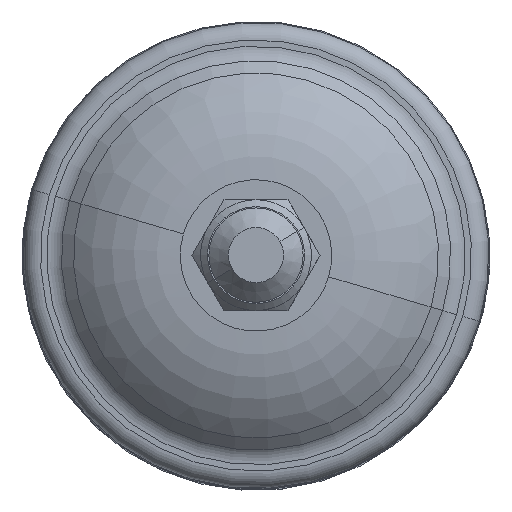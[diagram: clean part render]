
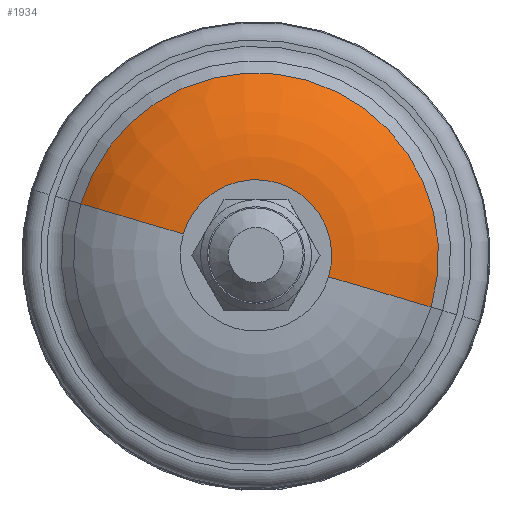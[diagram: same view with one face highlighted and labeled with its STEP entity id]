
A CAD part, top view. The second image highlights one B-rep face of the part: STEP entity #1934.
In plain terms, the highlighted toroidal (fillet/blend) face has major radius 10.84 mm and minor radius 22 mm.
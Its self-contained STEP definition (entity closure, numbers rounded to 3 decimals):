
#48 = AXIS2_PLACEMENT_3D ( 'NONE', #3293, #763, #3580 ) ;
#53 = TOROIDAL_SURFACE ( 'NONE', #1106, 10.84, 22. ) ;
#151 = AXIS2_PLACEMENT_3D ( 'NONE', #1444, #864, #290 ) ;
#199 = EDGE_CURVE ( 'NONE', #1878, #3183, #2261, .T. ) ;
#200 = CARTESIAN_POINT ( 'NONE',  ( 25.056, -7.389, 81.125 ) ) ;
#267 = CARTESIAN_POINT ( 'NONE',  ( -10.398, 3.066, 87.3 ) ) ;
#290 = DIRECTION ( 'NONE',  ( 0.959, -0.283, 0. ) ) ;
#515 = CARTESIAN_POINT ( 'NONE',  ( 0., 0., 87.3 ) ) ;
#627 = CIRCLE ( 'NONE', #2679, 22. ) ;
#707 = CARTESIAN_POINT ( 'NONE',  ( 0., 0., 65.3 ) ) ;
#763 = DIRECTION ( 'NONE',  ( 0., 0., -1. ) ) ;
#809 = CARTESIAN_POINT ( 'NONE',  ( 10.398, -3.066, 87.3 ) ) ;
#848 = ORIENTED_EDGE ( 'NONE', *, *, #3232, .F. ) ;
#864 = DIRECTION ( 'NONE',  ( -0.283, -0.959, 0. ) ) ;
#927 = DIRECTION ( 'NONE',  ( 0., 0., -1. ) ) ;
#996 = DIRECTION ( 'NONE',  ( -0.959, 0.283, 0. ) ) ;
#1106 = AXIS2_PLACEMENT_3D ( 'NONE', #707, #927, #3252 ) ;
#1178 = VERTEX_POINT ( 'NONE', #200 ) ;
#1304 = DIRECTION ( 'NONE',  ( 0., 0., -1. ) ) ;
#1444 = CARTESIAN_POINT ( 'NONE',  ( -10.398, 3.066, 65.3 ) ) ;
#1520 = CIRCLE ( 'NONE', #1866, 10.84 ) ;
#1596 = EDGE_LOOP ( 'NONE', ( #1947, #2511, #848, #2893 ) ) ;
#1636 = DIRECTION ( 'NONE',  ( -0.959, 0.283, 0. ) ) ;
#1736 = CARTESIAN_POINT ( 'NONE',  ( 10.398, -3.066, 65.3 ) ) ;
#1791 = CIRCLE ( 'NONE', #48, 26.123 ) ;
#1866 = AXIS2_PLACEMENT_3D ( 'NONE', #515, #1304, #1636 ) ;
#1878 = VERTEX_POINT ( 'NONE', #267 ) ;
#1934 = ADVANCED_FACE ( 'NONE', ( #3195 ), #53, .T. ) ;
#1947 = ORIENTED_EDGE ( 'NONE', *, *, #2138, .T. ) ;
#2138 = EDGE_CURVE ( 'NONE', #1878, #2412, #1520, .T. ) ;
#2261 = CIRCLE ( 'NONE', #151, 22. ) ;
#2277 = DIRECTION ( 'NONE',  ( 0.283, 0.959, 0. ) ) ;
#2412 = VERTEX_POINT ( 'NONE', #809 ) ;
#2511 = ORIENTED_EDGE ( 'NONE', *, *, #2948, .T. ) ;
#2679 = AXIS2_PLACEMENT_3D ( 'NONE', #1736, #2277, #996 ) ;
#2893 = ORIENTED_EDGE ( 'NONE', *, *, #199, .F. ) ;
#2948 = EDGE_CURVE ( 'NONE', #2412, #1178, #627, .T. ) ;
#3033 = CARTESIAN_POINT ( 'NONE',  ( -25.056, 7.389, 81.125 ) ) ;
#3183 = VERTEX_POINT ( 'NONE', #3033 ) ;
#3195 = FACE_OUTER_BOUND ( 'NONE', #1596, .T. ) ;
#3232 = EDGE_CURVE ( 'NONE', #3183, #1178, #1791, .T. ) ;
#3252 = DIRECTION ( 'NONE',  ( -0.959, 0.283, 0. ) ) ;
#3293 = CARTESIAN_POINT ( 'NONE',  ( 0., 0., 81.125 ) ) ;
#3580 = DIRECTION ( 'NONE',  ( -0.959, 0.283, 0. ) ) ;
